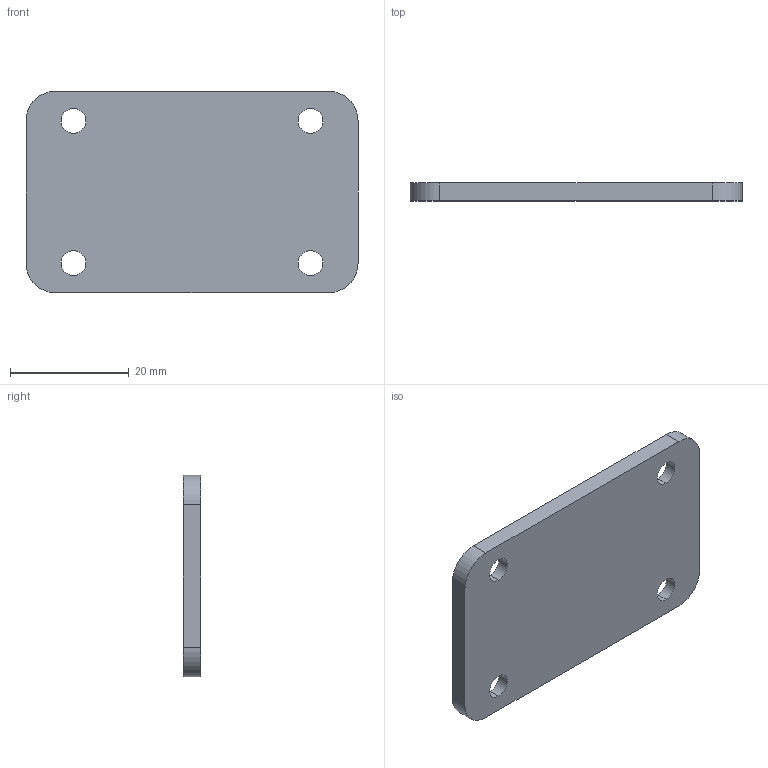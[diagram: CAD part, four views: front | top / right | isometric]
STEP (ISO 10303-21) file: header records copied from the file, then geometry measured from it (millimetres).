
FILE_DESCRIPTION (( 'STEP AP214' ), '1' );
FILE_NAME ('Main_Body_Side_Support_Plate.STEP', '2022-07-10T10:03:19', ( '' ), ( '' ), 'SwSTEP 2.0', 'SolidWorks 2021', '' );
FILE_SCHEMA (( 'AUTOMOTIVE_DESIGN' ));
Length unit declared in the file: millimetre
Products named in the file (1): Main_Body_Side_Support_Plate
Bounding box: 56 x 3 x 34 mm (x, y, z)
Volume: 5146.1 mm3; surface area: 4537.7 mm2
Topology: 1 solids, 1 shells, 101 faces, 270 edges, 180 vertices
Faces by surface type: plane 60, bspline 29, cylinder 12
Entity records: 4572 total; most frequent: CARTESIAN_POINT 2169, ORIENTED_EDGE 540, DIRECTION 382, EDGE_CURVE 270, LINE 188, VECTOR 188, VERTEX_POINT 180, EDGE_LOOP 118
